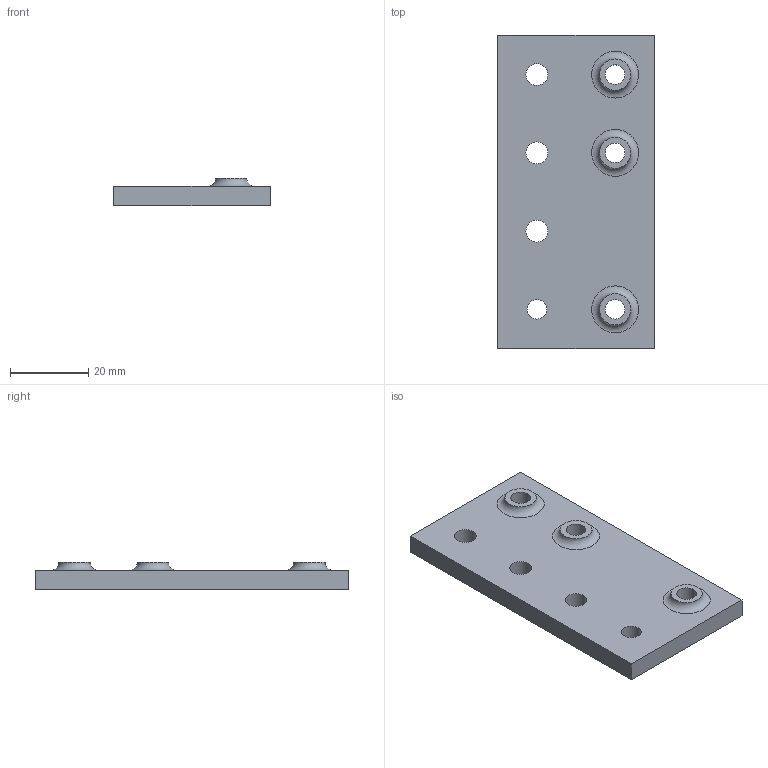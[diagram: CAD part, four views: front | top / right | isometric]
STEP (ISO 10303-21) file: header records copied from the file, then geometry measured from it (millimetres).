
FILE_DESCRIPTION(/* description */ (''),/* implementation_level */ '2;1');
FILE_NAME(/* name */ 'jig x.step',/* time_stamp */ '2018-02-10T14:45:14-05:00',/* author */ ('oliver.lewis.art'),/* organization */ (''),/* preprocessor_version */ 'ST-DEVELOPER v16.13',/* originating_system */ 'Autodesk Translation Framework v6.5.0.72',/* authorisation */ '');
FILE_SCHEMA (('AUTOMOTIVE_DESIGN { 1 0 10303 214 3 1 1 }'));
Length unit declared in the file: millimetre
Products named in the file (1): jig x
Bounding box: 40 x 80 x 7 mm (x, y, z)
Volume: 15495.2 mm3; surface area: 8058.9 mm2
Topology: 1 solids, 1 shells, 19 faces, 45 edges, 31 vertices
Faces by surface type: plane 9, cylinder 7, torus 3
Full cylindrical faces by diameter (mm): 5 x4, 5.588 x3
Entity records: 630 total; most frequent: DIRECTION 111, CARTESIAN_POINT 96, ORIENTED_EDGE 90, AXIS2_PLACEMENT_3D 46, EDGE_CURVE 45, EDGE_LOOP 36, VERTEX_POINT 31, CIRCLE 26
